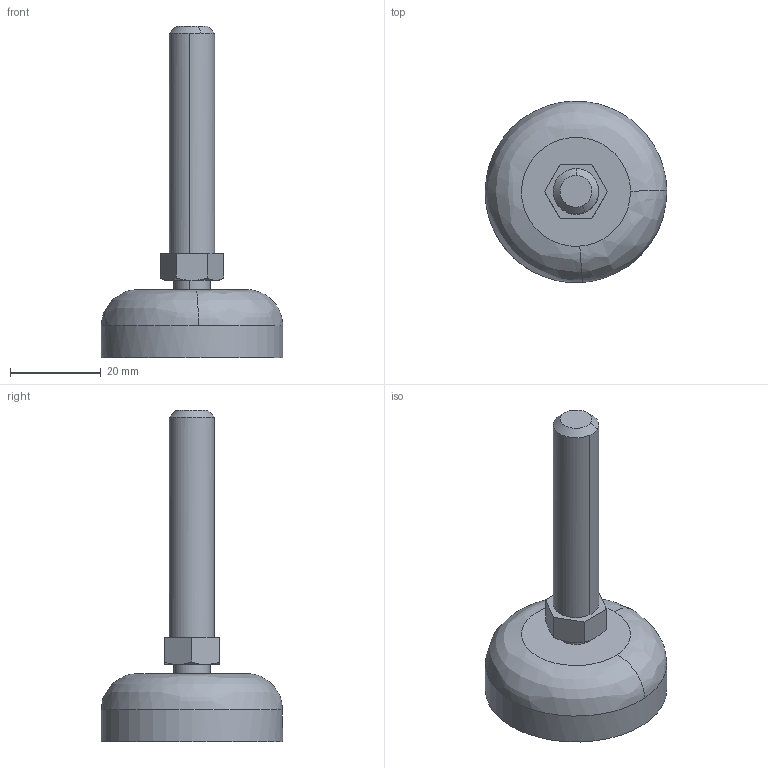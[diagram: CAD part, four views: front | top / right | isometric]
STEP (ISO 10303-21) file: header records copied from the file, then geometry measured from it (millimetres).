
FILE_DESCRIPTION((''),'2;1');
FILE_NAME('','2005-12-14T16:23:45',(''),(''),'','CADfix','');
FILE_SCHEMA(('AUTOMOTIVE_DESIGN'));
Length unit declared in the file: millimetre
Products named in the file (4): rubber pad; plate; bolt; TM_202_1_32741_36
Assembly tree (3 placements, depth 2):
  TM_202_1_32741_36
    rubber pad
    plate
    bolt
Bounding box: 40 x 39.93 x 73 mm (x, y, z)
Volume: 21972.3 mm3; surface area: 9789.1 mm2
Topology: 3 solids, 3 shells, 56 faces, 173 edges, 133 vertices
Faces by surface type: bspline 56
Entity records: 2415 total; most frequent: CARTESIAN_POINT 1386, ORIENTED_EDGE 346, EDGE_CURVE 173, VERTEX_POINT 133, EDGE_LOOP 70, FACE_OUTER_BOUND 56, ADVANCED_FACE 56, QUASI_UNIFORM_CURVE 44
